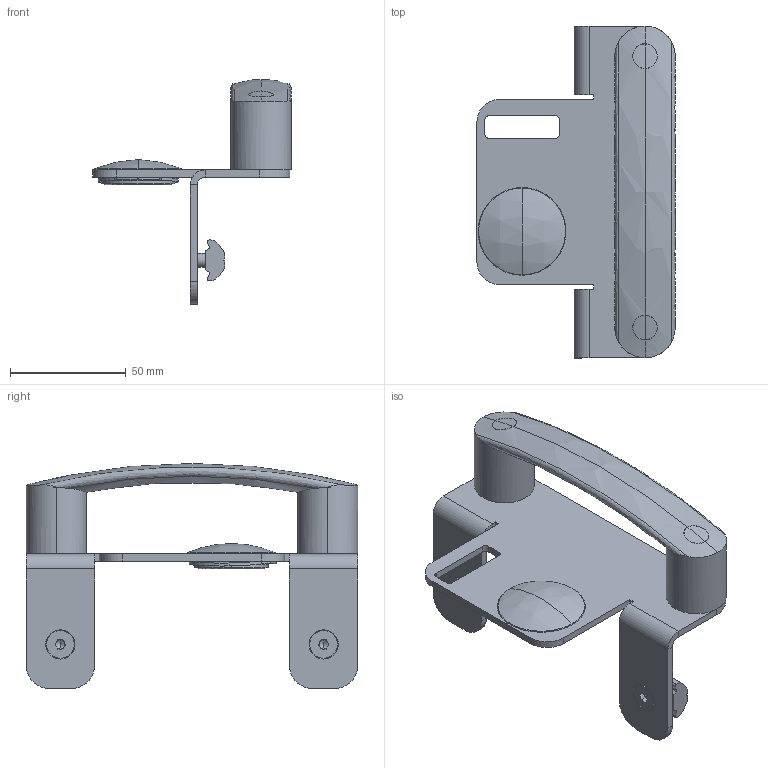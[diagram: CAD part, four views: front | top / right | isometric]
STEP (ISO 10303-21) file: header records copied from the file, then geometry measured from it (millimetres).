
FILE_DESCRIPTION (( 'STEP AP214' ), '1' );
FILE_NAME ('40-6 HD Black Locking Door Catch Face Plate Kit(40DDC-3501-002-01).STEP', '2020-03-10T17:53:15', ( '' ), ( '' ), 'SwSTEP 2.0', 'SolidWorks 2019', '' );
FILE_SCHEMA (( 'AUTOMOTIVE_DESIGN' ));
Length unit declared in the file: millimetre
Products named in the file (1): 40-6 HD Black Locking Door Catch Face Plate Kit(40DDC-3501-002-01)
Bounding box: 85.5 x 143 x 97 mm (x, y, z)
Volume: 88164.6 mm3; surface area: 53950.8 mm2
Topology: 15 solids, 15 shells, 401 faces, 968 edges, 604 vertices
Faces by surface type: plane 168, cylinder 158, cone 48, torus 16, bspline 9, sphere 2
Entity records: 17352 total; most frequent: CARTESIAN_POINT 3304, DIRECTION 2048, ORIENTED_EDGE 1912, EDGE_CURVE 956, AXIS2_PLACEMENT_3D 788, VERTEX_POINT 604, LINE 472, VECTOR 472
